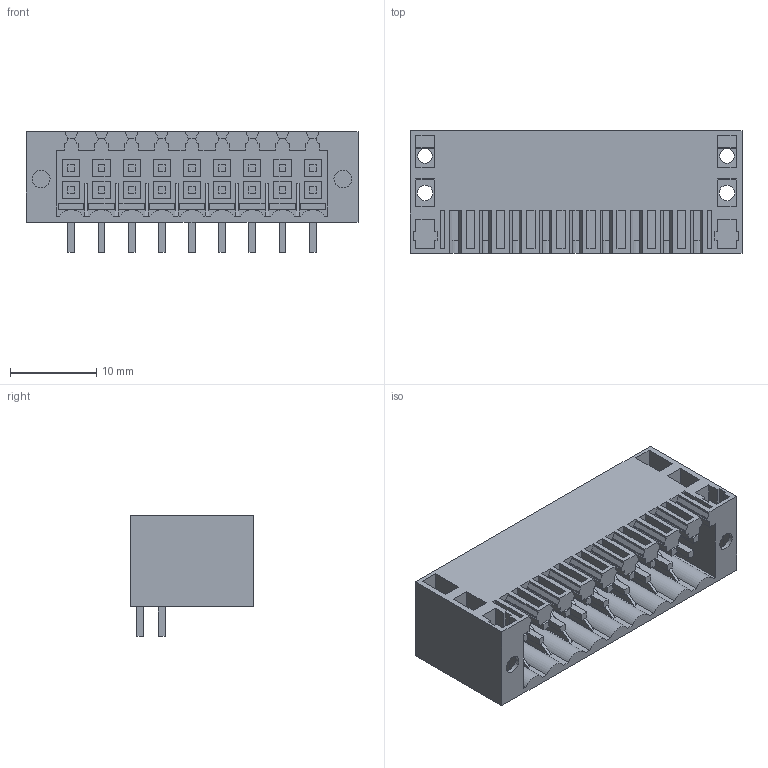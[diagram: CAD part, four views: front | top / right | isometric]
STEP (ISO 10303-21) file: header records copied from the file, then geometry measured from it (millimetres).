
FILE_DESCRIPTION(('CATIA V5 STEP Exchange','CAx-IF Rec.Pracs.--- Model Styling and Organization---1.4--- 2014-01-23'),'2;1');
FILE_NAME ('D1455109_0_1728690000_1728690000.stp','2020-09-24T04:50:19+00:00',('none'),('Weidmueller'),'CATIA Version 5-6 Release 2016 SP3 HF44','CATIA V5 STEP AP214','none');
FILE_SCHEMA(('AUTOMOTIVE_DESIGN { 1 0 10303 214 1 1 1 1 }'));
Length unit declared in the file: millimetre
Products named in the file (1): 1728690000
Bounding box: 38.5 x 14.2 x 14 mm (x, y, z)
Volume: 2738.8 mm3; surface area: 5937.8 mm2
Topology: 1 solids, 1 shells, 922 faces, 2703 edges, 1846 vertices
Faces by surface type: plane 888, cylinder 34
Entity records: 29068 total; most frequent: ORIENTED_EDGE 5406, CARTESIAN_POINT 5121, DIRECTION 3794, EDGE_CURVE 2703, VECTOR 2617, LINE 2617, VERTEX_POINT 1846, EDGE_LOOP 1001
